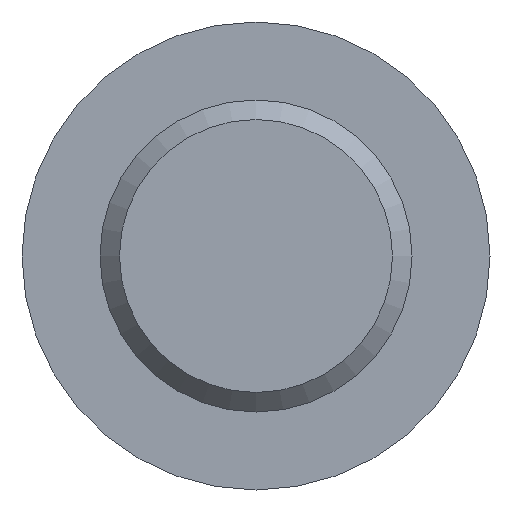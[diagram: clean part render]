
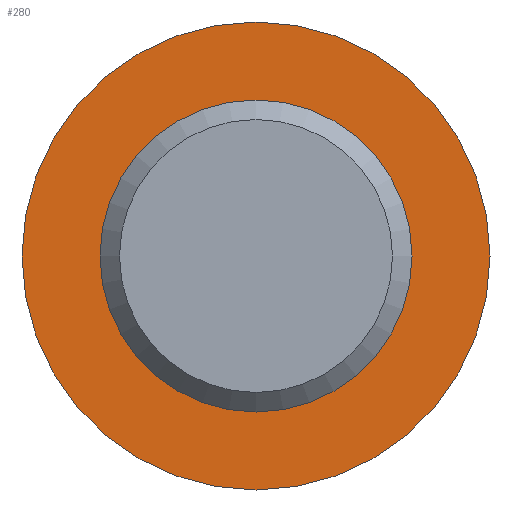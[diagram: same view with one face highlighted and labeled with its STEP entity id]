
A CAD part, front view. The second image highlights one B-rep face of the part: STEP entity #280.
In plain terms, the highlighted planar face has unit normal (0, -1, 0).
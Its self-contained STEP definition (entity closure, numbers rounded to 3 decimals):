
#2 = CARTESIAN_POINT ( 'NONE',  ( 0., 110., -10. ) ) ;
#26 = FACE_OUTER_BOUND ( 'NONE', #459, .T. ) ;
#53 = AXIS2_PLACEMENT_3D ( 'NONE', #321, #273, #196 ) ;
#88 = EDGE_CURVE ( 'NONE', #518, #518, #443, .T. ) ;
#97 = ORIENTED_EDGE ( 'NONE', *, *, #88, .F. ) ;
#140 = CARTESIAN_POINT ( 'NONE',  ( 0., 110., 0. ) ) ;
#154 = DIRECTION ( 'NONE',  ( 0., 0., -1. ) ) ;
#162 = CARTESIAN_POINT ( 'NONE',  ( 0., 110., -15. ) ) ;
#186 = DIRECTION ( 'NONE',  ( 0., -1., 0. ) ) ;
#193 = DIRECTION ( 'NONE',  ( 0., -1., 0. ) ) ;
#196 = DIRECTION ( 'NONE',  ( 0., 0., 1. ) ) ;
#199 = FACE_BOUND ( 'NONE', #428, .T. ) ;
#235 = ORIENTED_EDGE ( 'NONE', *, *, #398, .T. ) ;
#273 = DIRECTION ( 'NONE',  ( 0., 1., 0. ) ) ;
#280 = ADVANCED_FACE ( 'NONE', ( #199, #26 ), #390, .F. ) ;
#300 = AXIS2_PLACEMENT_3D ( 'NONE', #388, #186, #395 ) ;
#321 = CARTESIAN_POINT ( 'NONE',  ( -10., 110., 0. ) ) ;
#332 = AXIS2_PLACEMENT_3D ( 'NONE', #140, #193, #154 ) ;
#388 = CARTESIAN_POINT ( 'NONE',  ( 0., 110., 0. ) ) ;
#390 = PLANE ( 'NONE',  #53 ) ;
#395 = DIRECTION ( 'NONE',  ( 0., 0., -1. ) ) ;
#398 = EDGE_CURVE ( 'NONE', #422, #422, #508, .T. ) ;
#422 = VERTEX_POINT ( 'NONE', #162 ) ;
#428 = EDGE_LOOP ( 'NONE', ( #97 ) ) ;
#443 = CIRCLE ( 'NONE', #332, 10. ) ;
#459 = EDGE_LOOP ( 'NONE', ( #235 ) ) ;
#508 = CIRCLE ( 'NONE', #300, 15. ) ;
#518 = VERTEX_POINT ( 'NONE', #2 ) ;
